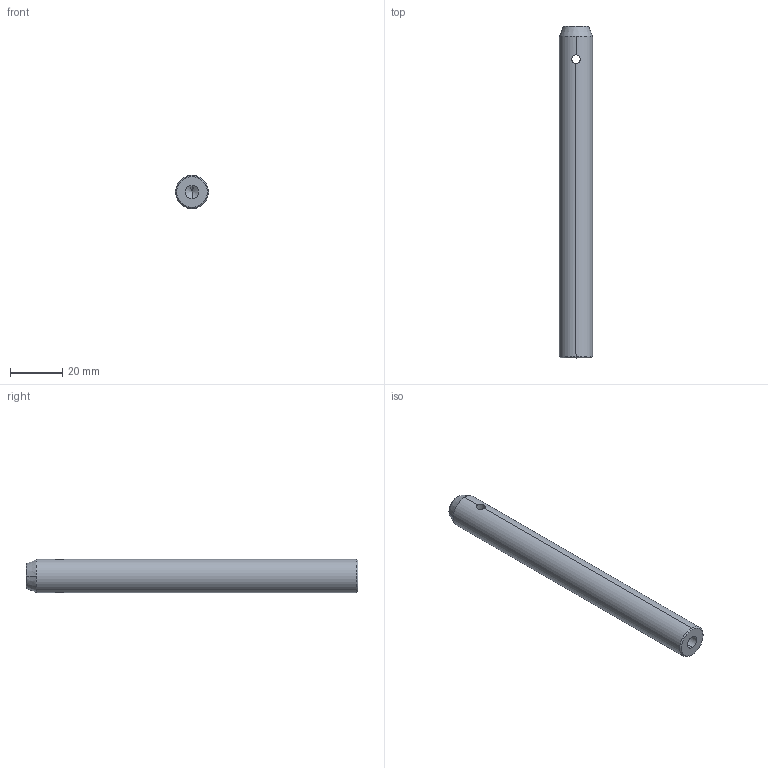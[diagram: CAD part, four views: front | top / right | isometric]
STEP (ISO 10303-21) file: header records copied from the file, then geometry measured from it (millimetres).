
FILE_DESCRIPTION (( 'STEP AP214' ), '1' );
FILE_NAME ('524205.STEP', '2019-10-14T06:35:22', ( '' ), ( '' ), 'SwSTEP 2.0', 'SolidWorks 2016', '' );
FILE_SCHEMA (( 'AUTOMOTIVE_DESIGN' ));
Length unit declared in the file: millimetre
Products named in the file (1): 524205
Bounding box: 12.7 x 127 x 12.7 mm (x, y, z)
Volume: 15543 mm3; surface area: 5635.1 mm2
Topology: 1 solids, 1 shells, 20 faces, 54 edges, 33 vertices
Faces by surface type: cylinder 8, cone 8, bspline 2, plane 2
Entity records: 833 total; most frequent: CARTESIAN_POINT 313, ORIENTED_EDGE 104, DIRECTION 100, EDGE_CURVE 52, AXIS2_PLACEMENT_3D 41, VERTEX_POINT 33, EDGE_LOOP 23, CIRCLE 22
